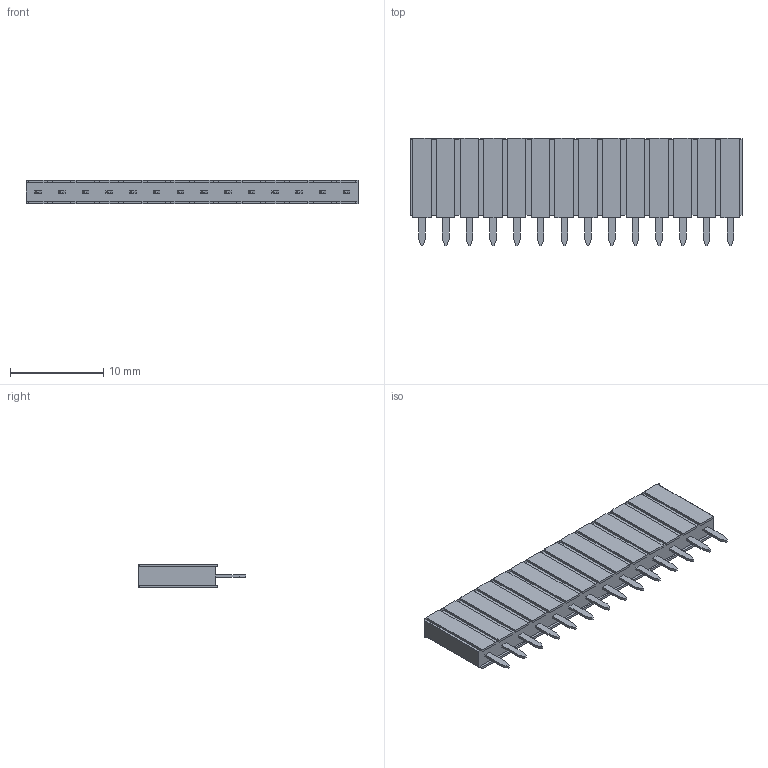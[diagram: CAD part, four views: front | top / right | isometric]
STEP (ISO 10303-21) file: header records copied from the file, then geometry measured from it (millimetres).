
FILE_DESCRIPTION(/* description */ (''),/* implementation_level */ '2;1');
FILE_NAME(/* name */ 'FHU-1x14.step',/* time_stamp */ '2022-02-09T09:44:43+09:00',/* author */ (''),/* organization */ (''),/* preprocessor_version */ 'ST-DEVELOPER v18.1',/* originating_system */ 'Autodesk Translation Framework v10.13.0.1454',/* authorisation */ '');
FILE_SCHEMA (('AUTOMOTIVE_DESIGN { 1 0 10303 214 3 1 1 }'));
Length unit declared in the file: millimetre
Products named in the file (1): FHUシリーズ
Bounding box: 35.56 x 11.5 x 2.5 mm (x, y, z)
Volume: 611.8 mm3; surface area: 1416.4 mm2
Topology: 15 solids, 15 shells, 500 faces, 1256 edges, 800 vertices
Faces by surface type: plane 500
Entity records: 14517 total; most frequent: CARTESIAN_POINT 2557, ORIENTED_EDGE 2512, DIRECTION 2258, LINE 1256, VECTOR 1256, EDGE_CURVE 1256, VERTEX_POINT 800, EDGE_LOOP 514
